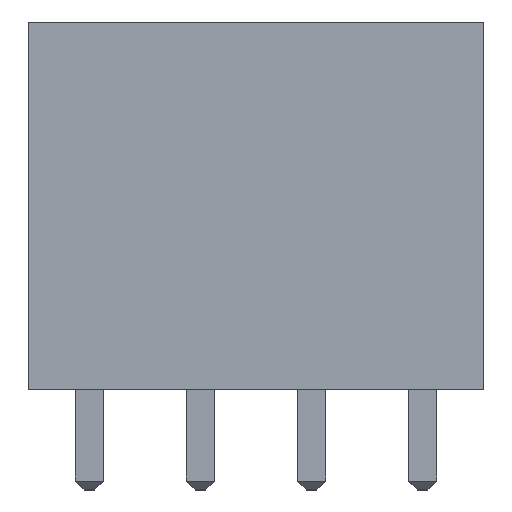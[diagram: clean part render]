
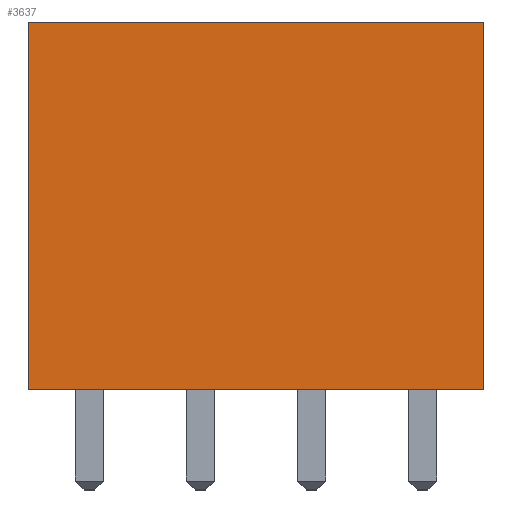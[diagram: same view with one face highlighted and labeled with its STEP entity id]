
A CAD part, top view. The second image highlights one B-rep face of the part: STEP entity #3637.
In plain terms, the highlighted planar face has unit normal (0, 0, 1).
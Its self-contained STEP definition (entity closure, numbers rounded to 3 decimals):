
#185 = DIRECTION ( 'NONE',  ( 1., 0., 0. ) ) ;
#296 = DIRECTION ( 'NONE',  ( 0., -1., 0. ) ) ;
#596 = VECTOR ( 'NONE', #3362, 1000. ) ;
#950 = DIRECTION ( 'NONE',  ( -1., 0., 0. ) ) ;
#985 = LINE ( 'NONE', #3680, #1757 ) ;
#1034 = CARTESIAN_POINT ( 'NONE',  ( 9.015, 0., 2.5 ) ) ;
#1038 = CARTESIAN_POINT ( 'NONE',  ( 9.015, 8.4, 2.5 ) ) ;
#1230 = VERTEX_POINT ( 'NONE', #3655 ) ;
#1295 = CARTESIAN_POINT ( 'NONE',  ( -1.395, 8.4, 2.5 ) ) ;
#1345 = VERTEX_POINT ( 'NONE', #4580 ) ;
#1437 = LINE ( 'NONE', #1838, #596 ) ;
#1641 = DIRECTION ( 'NONE',  ( 1., 0., 0. ) ) ;
#1757 = VECTOR ( 'NONE', #185, 1000. ) ;
#1838 = CARTESIAN_POINT ( 'NONE',  ( -1.395, 8.4, 2.5 ) ) ;
#2099 = PLANE ( 'NONE',  #4528 ) ;
#2392 = EDGE_CURVE ( 'NONE', #1230, #4016, #1437, .T. ) ;
#2446 = CARTESIAN_POINT ( 'NONE',  ( -1.395, 0., 2.5 ) ) ;
#2489 = VERTEX_POINT ( 'NONE', #1034 ) ;
#2584 = EDGE_CURVE ( 'NONE', #1345, #2489, #4538, .T. ) ;
#2862 = ORIENTED_EDGE ( 'NONE', *, *, #2584, .F. ) ;
#3219 = VECTOR ( 'NONE', #296, 1000. ) ;
#3362 = DIRECTION ( 'NONE',  ( 0., -1., 0. ) ) ;
#3637 = ADVANCED_FACE ( 'NONE', ( #4399 ), #2099, .F. ) ;
#3650 = ORIENTED_EDGE ( 'NONE', *, *, #4454, .T. ) ;
#3655 = CARTESIAN_POINT ( 'NONE',  ( -1.395, 8.4, 2.5 ) ) ;
#3680 = CARTESIAN_POINT ( 'NONE',  ( -1.395, 8.4, 2.5 ) ) ;
#3801 = EDGE_LOOP ( 'NONE', ( #2862, #4074, #4644, #3650 ) ) ;
#3816 = VECTOR ( 'NONE', #1641, 1000. ) ;
#4016 = VERTEX_POINT ( 'NONE', #4572 ) ;
#4028 = LINE ( 'NONE', #2446, #3816 ) ;
#4074 = ORIENTED_EDGE ( 'NONE', *, *, #4485, .F. ) ;
#4399 = FACE_OUTER_BOUND ( 'NONE', #3801, .T. ) ;
#4454 = EDGE_CURVE ( 'NONE', #4016, #2489, #4028, .T. ) ;
#4485 = EDGE_CURVE ( 'NONE', #1230, #1345, #985, .T. ) ;
#4496 = DIRECTION ( 'NONE',  ( 0., 0., -1. ) ) ;
#4528 = AXIS2_PLACEMENT_3D ( 'NONE', #1295, #4496, #950 ) ;
#4538 = LINE ( 'NONE', #1038, #3219 ) ;
#4572 = CARTESIAN_POINT ( 'NONE',  ( -1.395, 0., 2.5 ) ) ;
#4580 = CARTESIAN_POINT ( 'NONE',  ( 9.015, 8.4, 2.5 ) ) ;
#4644 = ORIENTED_EDGE ( 'NONE', *, *, #2392, .T. ) ;
